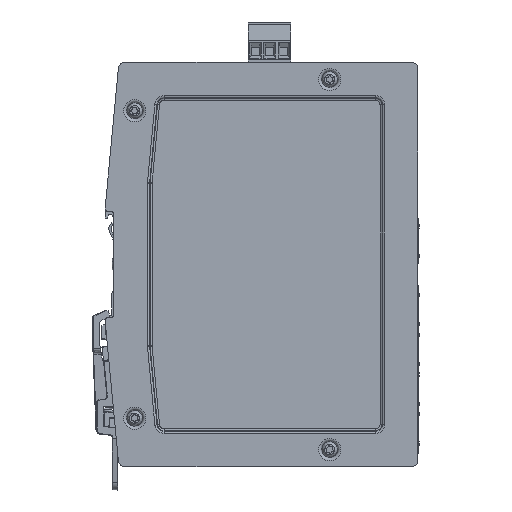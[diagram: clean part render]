
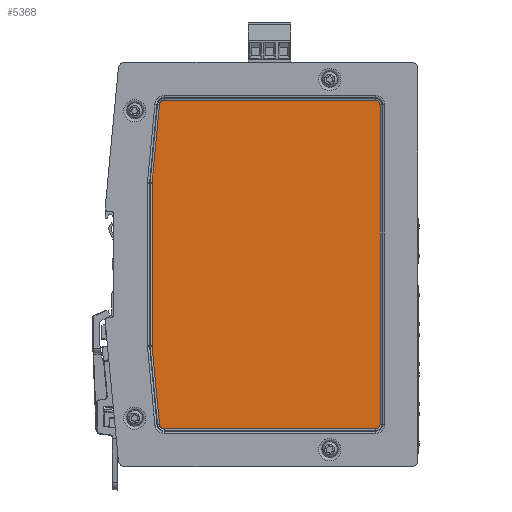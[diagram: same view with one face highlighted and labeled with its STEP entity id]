
A CAD part, left-side view. The second image highlights one B-rep face of the part: STEP entity #5368.
In plain terms, the highlighted planar face has unit normal (-1, 0, 0).
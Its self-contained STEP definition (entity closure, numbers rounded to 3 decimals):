
#3671=CIRCLE('',#42225,1.586);
#3673=CIRCLE('',#42228,1.586);
#3678=CIRCLE('',#42236,1.586);
#3680=CIRCLE('',#42239,1.586);
#3685=CIRCLE('',#42247,1.586);
#3687=CIRCLE('',#42250,1.586);
#5368=ADVANCED_FACE('',(#8394),#6725,.T.);
#6725=PLANE('',#42259);
#8394=FACE_OUTER_BOUND('',#10774,.T.);
#10774=EDGE_LOOP('',(#20639,#20640,#20641,#20642,#20643,#20644,#20645,#20646,
#20647,#20648,#20649,#20650));
#20639=ORIENTED_EDGE('',*,*,#31672,.F.);
#20640=ORIENTED_EDGE('',*,*,#31676,.F.);
#20641=ORIENTED_EDGE('',*,*,#31681,.F.);
#20642=ORIENTED_EDGE('',*,*,#31686,.F.);
#20643=ORIENTED_EDGE('',*,*,#31691,.F.);
#20644=ORIENTED_EDGE('',*,*,#31696,.F.);
#20645=ORIENTED_EDGE('',*,*,#31698,.F.);
#20646=ORIENTED_EDGE('',*,*,#31694,.F.);
#20647=ORIENTED_EDGE('',*,*,#31689,.F.);
#20648=ORIENTED_EDGE('',*,*,#31684,.F.);
#20649=ORIENTED_EDGE('',*,*,#31679,.F.);
#20650=ORIENTED_EDGE('',*,*,#31674,.F.);
#26385=VERTEX_POINT('',#82153);
#26386=VERTEX_POINT('',#82155);
#26387=VERTEX_POINT('',#82159);
#26389=VERTEX_POINT('',#82164);
#26390=VERTEX_POINT('',#82169);
#26392=VERTEX_POINT('',#82174);
#26393=VERTEX_POINT('',#82179);
#26395=VERTEX_POINT('',#82184);
#26396=VERTEX_POINT('',#82189);
#26398=VERTEX_POINT('',#82194);
#26399=VERTEX_POINT('',#82199);
#26401=VERTEX_POINT('',#82204);
#31672=EDGE_CURVE('',#26386,#26385,#35322,.T.);
#31674=EDGE_CURVE('',#26385,#26387,#3671,.T.);
#31676=EDGE_CURVE('',#26389,#26386,#3673,.T.);
#31679=EDGE_CURVE('',#26387,#26390,#35323,.T.);
#31681=EDGE_CURVE('',#26392,#26389,#35324,.T.);
#31684=EDGE_CURVE('',#26390,#26393,#3678,.T.);
#31686=EDGE_CURVE('',#26395,#26392,#3680,.T.);
#31689=EDGE_CURVE('',#26393,#26396,#35326,.T.);
#31691=EDGE_CURVE('',#26398,#26395,#35327,.T.);
#31694=EDGE_CURVE('',#26396,#26399,#3685,.T.);
#31696=EDGE_CURVE('',#26401,#26398,#3687,.T.);
#31698=EDGE_CURVE('',#26399,#26401,#35329,.T.);
#35322=LINE('',#82156,#38909);
#35323=LINE('',#82170,#38910);
#35324=LINE('',#82175,#38911);
#35326=LINE('',#82190,#38913);
#35327=LINE('',#82195,#38914);
#35329=LINE('',#82208,#38916);
#38909=VECTOR('',#51277,1.);
#38910=VECTOR('',#51296,1.);
#38911=VECTOR('',#51301,1.);
#38913=VECTOR('',#51321,1.);
#38914=VECTOR('',#51326,1.);
#38916=VECTOR('',#51344,1.);
#42225=AXIS2_PLACEMENT_3D('',#82160,#51282,#51283);
#42228=AXIS2_PLACEMENT_3D('',#82165,#51288,#51289);
#42236=AXIS2_PLACEMENT_3D('',#82180,#51307,#51308);
#42239=AXIS2_PLACEMENT_3D('',#82185,#51313,#51314);
#42247=AXIS2_PLACEMENT_3D('',#82200,#51332,#51333);
#42250=AXIS2_PLACEMENT_3D('',#82205,#51338,#51339);
#42259=AXIS2_PLACEMENT_3D('',#82221,#51363,#51364);
#51277=DIRECTION('',(0.,-1.,0.));
#51282=DIRECTION('',(1.,0.,0.));
#51283=DIRECTION('',(0.,-0.707,0.707));
#51288=DIRECTION('',(1.,0.,0.));
#51289=DIRECTION('',(0.,0.673,0.74));
#51296=DIRECTION('',(0.,0.,-1.));
#51301=DIRECTION('',(0.,-0.094,0.996));
#51307=DIRECTION('',(1.,0.,0.));
#51308=DIRECTION('',(0.,-0.707,-0.707));
#51313=DIRECTION('',(1.,0.,0.));
#51314=DIRECTION('',(0.,0.999,0.047));
#51321=DIRECTION('',(0.,1.,0.));
#51326=DIRECTION('',(0.,0.,1.));
#51332=DIRECTION('',(1.,0.,0.));
#51333=DIRECTION('',(0.,0.673,-0.74));
#51338=DIRECTION('',(1.,0.,0.));
#51339=DIRECTION('',(0.,0.999,-0.047));
#51344=DIRECTION('',(0.,0.094,0.996));
#51363=DIRECTION('',(-1.,0.,0.));
#51364=DIRECTION('',(0.,0.,1.));
#82153=CARTESIAN_POINT('',(-0.2,-38.1,57.686));
#82155=CARTESIAN_POINT('',(-0.2,36.188,57.686));
#82156=CARTESIAN_POINT('',(-0.2,36.188,57.686));
#82159=CARTESIAN_POINT('',(-0.2,-39.686,56.1));
#82160=CARTESIAN_POINT('',(-0.2,-38.1,56.1));
#82164=CARTESIAN_POINT('',(-0.2,37.767,56.249));
#82165=CARTESIAN_POINT('',(-0.2,36.188,56.1));
#82169=CARTESIAN_POINT('',(-0.2,-39.686,-56.1));
#82170=CARTESIAN_POINT('',(-0.2,-39.686,56.1));
#82174=CARTESIAN_POINT('',(-0.2,40.379,28.62));
#82175=CARTESIAN_POINT('',(-0.2,40.379,28.62));
#82179=CARTESIAN_POINT('',(-0.2,-38.1,-57.686));
#82180=CARTESIAN_POINT('',(-0.2,-38.1,-56.1));
#82184=CARTESIAN_POINT('',(-0.2,40.386,28.47));
#82185=CARTESIAN_POINT('',(-0.2,38.8,28.47));
#82189=CARTESIAN_POINT('',(-0.2,36.188,-57.686));
#82190=CARTESIAN_POINT('',(-0.2,-38.1,-57.686));
#82194=CARTESIAN_POINT('',(-0.2,40.386,-28.47));
#82195=CARTESIAN_POINT('',(-0.2,40.386,-28.47));
#82199=CARTESIAN_POINT('',(-0.2,37.767,-56.249));
#82200=CARTESIAN_POINT('',(-0.2,36.188,-56.1));
#82204=CARTESIAN_POINT('',(-0.2,40.379,-28.62));
#82205=CARTESIAN_POINT('',(-0.2,38.8,-28.47));
#82208=CARTESIAN_POINT('',(-0.2,37.767,-56.249));
#82221=CARTESIAN_POINT('',(-0.2,-0.396,0.));
